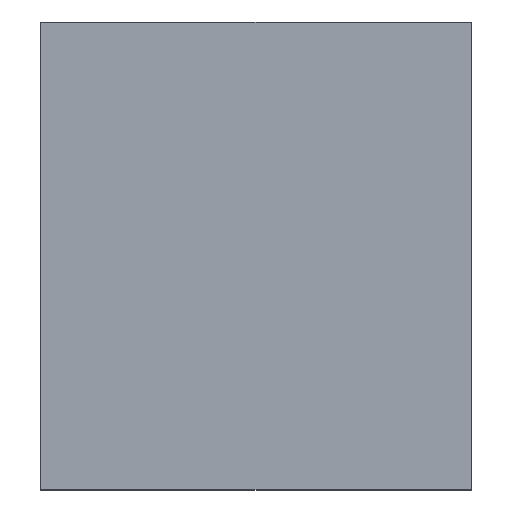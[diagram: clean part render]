
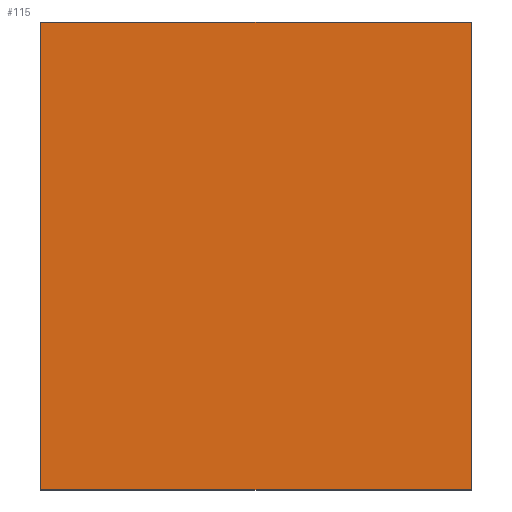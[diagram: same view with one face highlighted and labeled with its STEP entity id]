
A CAD part, top view. The second image highlights one B-rep face of the part: STEP entity #115.
In plain terms, the highlighted planar face has unit normal (0, 0, 1).
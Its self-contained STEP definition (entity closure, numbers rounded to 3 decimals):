
#1 = VECTOR ( 'NONE', #136, 1000. ) ;
#6 = ORIENTED_EDGE ( 'NONE', *, *, #255, .T. ) ;
#15 = CARTESIAN_POINT ( 'NONE',  ( -8.508, 20.531, 10. ) ) ;
#46 = EDGE_CURVE ( 'NONE', #166, #79, #129, .T. ) ;
#48 = PLANE ( 'NONE',  #154 ) ;
#53 = EDGE_LOOP ( 'NONE', ( #312, #323, #6, #143 ) ) ;
#54 = CARTESIAN_POINT ( 'NONE',  ( -8.508, 20.531, 10. ) ) ;
#55 = DIRECTION ( 'NONE',  ( 0., 0., 1. ) ) ;
#56 = EDGE_CURVE ( 'NONE', #236, #103, #127, .T. ) ;
#58 = CARTESIAN_POINT ( 'NONE',  ( 20.492, 20.531, 10. ) ) ;
#78 = DIRECTION ( 'NONE',  ( 1., 0., 0. ) ) ;
#79 = VERTEX_POINT ( 'NONE', #80 ) ;
#80 = CARTESIAN_POINT ( 'NONE',  ( 20.492, -10.969, 10. ) ) ;
#84 = VECTOR ( 'NONE', #183, 1000. ) ;
#103 = VERTEX_POINT ( 'NONE', #104 ) ;
#104 = CARTESIAN_POINT ( 'NONE',  ( -8.508, 20.531, 10. ) ) ;
#115 = ADVANCED_FACE ( 'NONE', ( #289 ), #48, .T. ) ;
#127 = LINE ( 'NONE', #15, #233 ) ;
#129 = LINE ( 'NONE', #336, #84 ) ;
#136 = DIRECTION ( 'NONE',  ( 0., -1., 0. ) ) ;
#143 = ORIENTED_EDGE ( 'NONE', *, *, #56, .T. ) ;
#154 = AXIS2_PLACEMENT_3D ( 'NONE', #263, #55, #78 ) ;
#166 = VERTEX_POINT ( 'NONE', #315 ) ;
#170 = DIRECTION ( 'NONE',  ( 0., 1., 0. ) ) ;
#183 = DIRECTION ( 'NONE',  ( 1., 0., 0. ) ) ;
#209 = EDGE_CURVE ( 'NONE', #103, #166, #291, .T. ) ;
#232 = DIRECTION ( 'NONE',  ( -1., 0., 0. ) ) ;
#233 = VECTOR ( 'NONE', #232, 1000. ) ;
#236 = VERTEX_POINT ( 'NONE', #58 ) ;
#255 = EDGE_CURVE ( 'NONE', #79, #236, #269, .T. ) ;
#263 = CARTESIAN_POINT ( 'NONE',  ( 0., 0., 10. ) ) ;
#269 = LINE ( 'NONE', #301, #276 ) ;
#276 = VECTOR ( 'NONE', #170, 1000. ) ;
#289 = FACE_OUTER_BOUND ( 'NONE', #53, .T. ) ;
#291 = LINE ( 'NONE', #54, #1 ) ;
#301 = CARTESIAN_POINT ( 'NONE',  ( 20.492, 20.531, 10. ) ) ;
#312 = ORIENTED_EDGE ( 'NONE', *, *, #209, .T. ) ;
#315 = CARTESIAN_POINT ( 'NONE',  ( -8.508, -10.969, 10. ) ) ;
#323 = ORIENTED_EDGE ( 'NONE', *, *, #46, .T. ) ;
#336 = CARTESIAN_POINT ( 'NONE',  ( -8.508, -10.969, 10. ) ) ;
